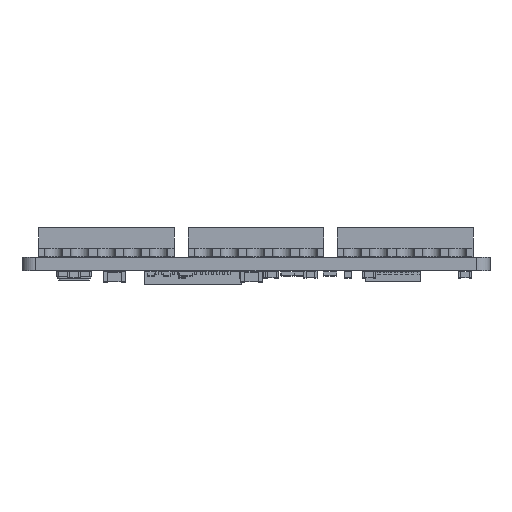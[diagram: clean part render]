
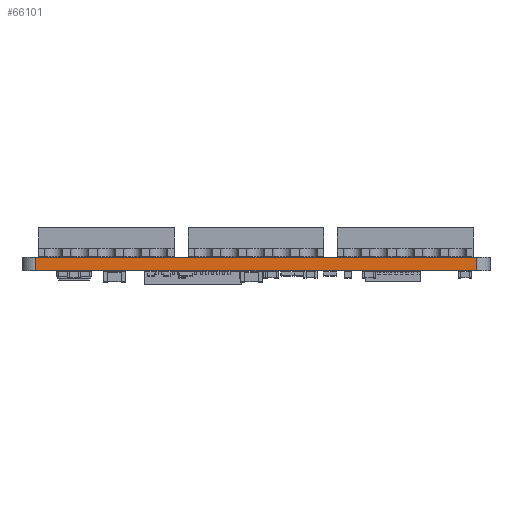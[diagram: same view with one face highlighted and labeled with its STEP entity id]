
A CAD part, front view. The second image highlights one B-rep face of the part: STEP entity #66101.
In plain terms, the highlighted planar face has unit normal (0, -1, 0).
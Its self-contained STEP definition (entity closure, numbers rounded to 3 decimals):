
#64651 = VERTEX_POINT('',#64652);
#64652 = CARTESIAN_POINT('',(-15.913,-65.5,0.));
#64659 = EDGE_CURVE('',#64660,#64651,#64662,.T.);
#64660 = VERTEX_POINT('',#64661);
#64661 = CARTESIAN_POINT('',(15.913,-65.5,0.));
#64662 = LINE('',#64663,#64664);
#64663 = CARTESIAN_POINT('',(15.913,-65.5,0.));
#64664 = VECTOR('',#64665,1.);
#64665 = DIRECTION('',(-1.,0.,0.));
#65337 = VERTEX_POINT('',#65338);
#65338 = CARTESIAN_POINT('',(-15.913,-65.5,0.955));
#65345 = EDGE_CURVE('',#65346,#65337,#65348,.T.);
#65346 = VERTEX_POINT('',#65347);
#65347 = CARTESIAN_POINT('',(15.913,-65.5,0.955));
#65348 = LINE('',#65349,#65350);
#65349 = CARTESIAN_POINT('',(15.913,-65.5,0.955));
#65350 = VECTOR('',#65351,1.);
#65351 = DIRECTION('',(-1.,0.,0.));
#66071 = EDGE_CURVE('',#64651,#65337,#66072,.T.);
#66072 = LINE('',#66073,#66074);
#66073 = CARTESIAN_POINT('',(-15.913,-65.5,0.));
#66074 = VECTOR('',#66075,1.);
#66075 = DIRECTION('',(0.,0.,1.));
#66101 = ADVANCED_FACE('',(#66102),#66113,.T.);
#66102 = FACE_BOUND('',#66103,.T.);
#66103 = EDGE_LOOP('',(#66104,#66110,#66111,#66112));
#66104 = ORIENTED_EDGE('',*,*,#66105,.T.);
#66105 = EDGE_CURVE('',#64660,#65346,#66106,.T.);
#66106 = LINE('',#66107,#66108);
#66107 = CARTESIAN_POINT('',(15.913,-65.5,0.));
#66108 = VECTOR('',#66109,1.);
#66109 = DIRECTION('',(0.,0.,1.));
#66110 = ORIENTED_EDGE('',*,*,#65345,.T.);
#66111 = ORIENTED_EDGE('',*,*,#66071,.F.);
#66112 = ORIENTED_EDGE('',*,*,#64659,.F.);
#66113 = PLANE('',#66114);
#66114 = AXIS2_PLACEMENT_3D('',#66115,#66116,#66117);
#66115 = CARTESIAN_POINT('',(15.913,-65.5,0.));
#66116 = DIRECTION('',(0.,-1.,0.));
#66117 = DIRECTION('',(-1.,0.,0.));
